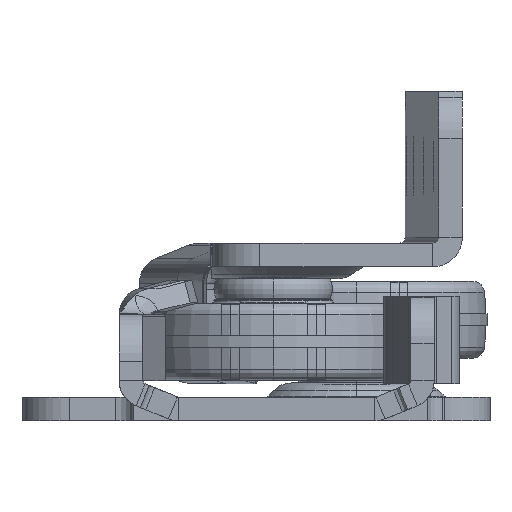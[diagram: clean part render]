
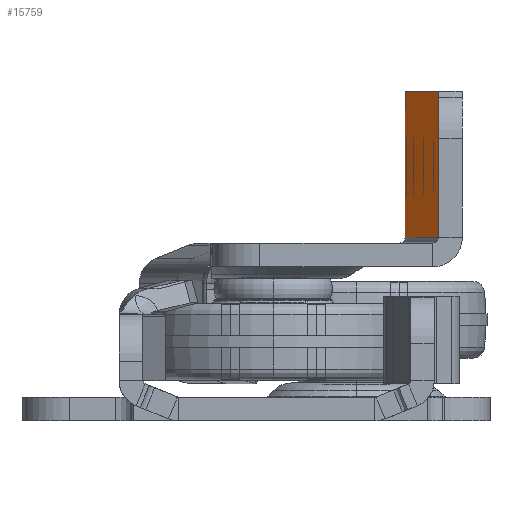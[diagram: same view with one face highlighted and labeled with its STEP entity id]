
A CAD part, left-side view. The second image highlights one B-rep face of the part: STEP entity #15759.
In plain terms, the highlighted face is planar.
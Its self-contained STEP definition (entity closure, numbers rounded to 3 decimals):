
#206 = DIRECTION ( 'NONE',  ( 1., 0., 0. ) ) ;
#224 = LINE ( 'NONE', #6983, #9092 ) ;
#426 = DIRECTION ( 'NONE',  ( -1., 0., 0. ) ) ;
#987 = EDGE_LOOP ( 'NONE', ( #15100, #15396 ) ) ;
#1149 = LINE ( 'NONE', #6511, #7437 ) ;
#1298 = ORIENTED_EDGE ( 'NONE', *, *, #4016, .F. ) ;
#1318 = EDGE_CURVE ( 'NONE', #2245, #1798, #12440, .T. ) ;
#1343 = CARTESIAN_POINT ( 'NONE',  ( 0., -6.95, 8.826 ) ) ;
#1454 = FACE_BOUND ( 'NONE', #13263, .T. ) ;
#1637 = VERTEX_POINT ( 'NONE', #12862 ) ;
#1798 = VERTEX_POINT ( 'NONE', #11009 ) ;
#1983 = ORIENTED_EDGE ( 'NONE', *, *, #10755, .F. ) ;
#2076 = CARTESIAN_POINT ( 'NONE',  ( 297.5, -6.95, 6.5 ) ) ;
#2105 = AXIS2_PLACEMENT_3D ( 'NONE', #9273, #6558, #2506 ) ;
#2245 = VERTEX_POINT ( 'NONE', #6778 ) ;
#2303 = EDGE_CURVE ( 'NONE', #10729, #6397, #11535, .T. ) ;
#2378 = LINE ( 'NONE', #9316, #12662 ) ;
#2425 = DIRECTION ( 'NONE',  ( 0., 1., 0. ) ) ;
#2493 = DIRECTION ( 'NONE',  ( 1., 0., 0. ) ) ;
#2506 = DIRECTION ( 'NONE',  ( -1., 0., 0. ) ) ;
#2747 = CIRCLE ( 'NONE', #9199, 4. ) ;
#2765 = PLANE ( 'NONE',  #2105 ) ;
#2999 = ORIENTED_EDGE ( 'NONE', *, *, #15575, .T. ) ;
#3051 = ORIENTED_EDGE ( 'NONE', *, *, #8291, .F. ) ;
#3216 = VECTOR ( 'NONE', #16287, 1000. ) ;
#3275 = CIRCLE ( 'NONE', #13104, 4. ) ;
#3608 = EDGE_CURVE ( 'NONE', #12333, #1637, #16972, .T. ) ;
#3686 = DIRECTION ( 'NONE',  ( 1., 0., 0. ) ) ;
#3849 = VERTEX_POINT ( 'NONE', #10025 ) ;
#3941 = CARTESIAN_POINT ( 'NONE',  ( 489.5, -6.95, 6.5 ) ) ;
#3974 = LINE ( 'NONE', #9329, #7999 ) ;
#4016 = EDGE_CURVE ( 'NONE', #9154, #16840, #2378, .T. ) ;
#4496 = ORIENTED_EDGE ( 'NONE', *, *, #14834, .T. ) ;
#4502 = LINE ( 'NONE', #9862, #3216 ) ;
#4728 = AXIS2_PLACEMENT_3D ( 'NONE', #10049, #15427, #9425 ) ;
#5042 = AXIS2_PLACEMENT_3D ( 'NONE', #14582, #15733, #3686 ) ;
#5184 = CARTESIAN_POINT ( 'NONE',  ( 0., -6.95, 0.5 ) ) ;
#5197 = CARTESIAN_POINT ( 'NONE',  ( 492., -6.95, 6.5 ) ) ;
#5388 = DIRECTION ( 'NONE',  ( 0., 1., 0. ) ) ;
#5421 = DIRECTION ( 'NONE',  ( 1., 0., 0. ) ) ;
#5494 = CARTESIAN_POINT ( 'NONE',  ( 108., -6.95, 6.5 ) ) ;
#5501 = ORIENTED_EDGE ( 'NONE', *, *, #6813, .F. ) ;
#5572 = DIRECTION ( 'NONE',  ( 1., 0., 0. ) ) ;
#5904 = DIRECTION ( 'NONE',  ( 0., 1., 0. ) ) ;
#5969 = CARTESIAN_POINT ( 'NONE',  ( 641.5, -6.95, 8.826 ) ) ;
#6397 = VERTEX_POINT ( 'NONE', #6827 ) ;
#6511 = CARTESIAN_POINT ( 'NONE',  ( 645.5, -6.95, 12.826 ) ) ;
#6548 = CARTESIAN_POINT ( 'NONE',  ( 2., -6.95, 12.29 ) ) ;
#6558 = DIRECTION ( 'NONE',  ( 0., -1., 0. ) ) ;
#6778 = CARTESIAN_POINT ( 'NONE',  ( 300., -6.95, 6.5 ) ) ;
#6808 = CARTESIAN_POINT ( 'NONE',  ( 617.5, -6.95, 6.5 ) ) ;
#6813 = EDGE_CURVE ( 'NONE', #7362, #10156, #15164, .T. ) ;
#6827 = CARTESIAN_POINT ( 'NONE',  ( 487., -6.95, 6.5 ) ) ;
#6983 = CARTESIAN_POINT ( 'NONE',  ( 0., -6.95, 12.826 ) ) ;
#7012 = AXIS2_PLACEMENT_3D ( 'NONE', #14625, #11966, #7931 ) ;
#7155 = VERTEX_POINT ( 'NONE', #10724 ) ;
#7329 = AXIS2_PLACEMENT_3D ( 'NONE', #3941, #17298, #5421 ) ;
#7362 = VERTEX_POINT ( 'NONE', #10097 ) ;
#7434 = DIRECTION ( 'NONE',  ( 0., 1., 0. ) ) ;
#7437 = VECTOR ( 'NONE', #10539, 1000. ) ;
#7541 = AXIS2_PLACEMENT_3D ( 'NONE', #2076, #7434, #12791 ) ;
#7764 = CARTESIAN_POINT ( 'NONE',  ( 620., -6.95, 6.5 ) ) ;
#7816 = CIRCLE ( 'NONE', #4728, 2.5 ) ;
#7819 = LINE ( 'NONE', #5184, #10520 ) ;
#7931 = DIRECTION ( 'NONE',  ( 1., 0., 0. ) ) ;
#7999 = VECTOR ( 'NONE', #10730, 1000. ) ;
#8291 = EDGE_CURVE ( 'NONE', #8851, #9154, #2747, .T. ) ;
#8836 = CARTESIAN_POINT ( 'NONE',  ( 645.5, -6.95, 8.826 ) ) ;
#8851 = VERTEX_POINT ( 'NONE', #8836 ) ;
#8862 = CARTESIAN_POINT ( 'NONE',  ( 642.572, -6.95, 12.826 ) ) ;
#8932 = EDGE_CURVE ( 'NONE', #1798, #2245, #13170, .T. ) ;
#9092 = VECTOR ( 'NONE', #5572, 1000. ) ;
#9107 = DIRECTION ( 'NONE',  ( 1., 0., 0. ) ) ;
#9154 = VERTEX_POINT ( 'NONE', #12687 ) ;
#9199 = AXIS2_PLACEMENT_3D ( 'NONE', #5969, #15466, #11317 ) ;
#9264 = EDGE_CURVE ( 'NONE', #6397, #10729, #7816, .T. ) ;
#9273 = CARTESIAN_POINT ( 'NONE',  ( 0., -6.95, -29.674 ) ) ;
#9316 = CARTESIAN_POINT ( 'NONE',  ( 643.5, -6.95, 12.29 ) ) ;
#9329 = CARTESIAN_POINT ( 'NONE',  ( 8., -6.95, 15.754 ) ) ;
#9403 = DIRECTION ( 'NONE',  ( -0.866, 0., 0.5 ) ) ;
#9425 = DIRECTION ( 'NONE',  ( 1., 0., 0. ) ) ;
#9664 = EDGE_LOOP ( 'NONE', ( #13901, #11698 ) ) ;
#9733 = CARTESIAN_POINT ( 'NONE',  ( 645.5, -6.95, 0.5 ) ) ;
#9740 = EDGE_CURVE ( 'NONE', #1637, #12333, #14878, .T. ) ;
#9862 = CARTESIAN_POINT ( 'NONE',  ( 0., -6.95, 12.826 ) ) ;
#10025 = CARTESIAN_POINT ( 'NONE',  ( 0., -6.95, 0.5 ) ) ;
#10049 = CARTESIAN_POINT ( 'NONE',  ( 489.5, -6.95, 6.5 ) ) ;
#10068 = ORIENTED_EDGE ( 'NONE', *, *, #15196, .T. ) ;
#10097 = CARTESIAN_POINT ( 'NONE',  ( 615., -6.95, 6.5 ) ) ;
#10156 = VERTEX_POINT ( 'NONE', #7764 ) ;
#10274 = EDGE_CURVE ( 'NONE', #10156, #7362, #16015, .T. ) ;
#10508 = CARTESIAN_POINT ( 'NONE',  ( 297.5, -6.95, 6.5 ) ) ;
#10520 = VECTOR ( 'NONE', #14599, 1000. ) ;
#10539 = DIRECTION ( 'NONE',  ( 0., 0., -1. ) ) ;
#10724 = CARTESIAN_POINT ( 'NONE',  ( 2.928, -6.95, 12.826 ) ) ;
#10729 = VERTEX_POINT ( 'NONE', #5197 ) ;
#10730 = DIRECTION ( 'NONE',  ( -0.866, 0., -0.5 ) ) ;
#10755 = EDGE_CURVE ( 'NONE', #7155, #12743, #3974, .T. ) ;
#10912 = ORIENTED_EDGE ( 'NONE', *, *, #10274, .F. ) ;
#10968 = CARTESIAN_POINT ( 'NONE',  ( 4., -6.95, 8.826 ) ) ;
#11009 = CARTESIAN_POINT ( 'NONE',  ( 295., -6.95, 6.5 ) ) ;
#11038 = AXIS2_PLACEMENT_3D ( 'NONE', #10508, #2425, #9107 ) ;
#11226 = AXIS2_PLACEMENT_3D ( 'NONE', #6808, #5388, #2493 ) ;
#11317 = DIRECTION ( 'NONE',  ( 1., 0., 0. ) ) ;
#11535 = CIRCLE ( 'NONE', #7329, 2.5 ) ;
#11698 = ORIENTED_EDGE ( 'NONE', *, *, #8932, .F. ) ;
#11966 = DIRECTION ( 'NONE',  ( 0., 1., 0. ) ) ;
#12086 = EDGE_CURVE ( 'NONE', #12743, #15140, #3275, .T. ) ;
#12102 = EDGE_LOOP ( 'NONE', ( #10912, #5501 ) ) ;
#12255 = FACE_OUTER_BOUND ( 'NONE', #14013, .T. ) ;
#12333 = VERTEX_POINT ( 'NONE', #5494 ) ;
#12440 = CIRCLE ( 'NONE', #11038, 2.5 ) ;
#12630 = DIRECTION ( 'NONE',  ( 0., -1., 0. ) ) ;
#12662 = VECTOR ( 'NONE', #9403, 1000. ) ;
#12687 = CARTESIAN_POINT ( 'NONE',  ( 643.5, -6.95, 12.29 ) ) ;
#12743 = VERTEX_POINT ( 'NONE', #6548 ) ;
#12791 = DIRECTION ( 'NONE',  ( 1., 0., 0. ) ) ;
#12862 = CARTESIAN_POINT ( 'NONE',  ( 103., -6.95, 6.5 ) ) ;
#13104 = AXIS2_PLACEMENT_3D ( 'NONE', #10968, #12630, #426 ) ;
#13170 = CIRCLE ( 'NONE', #7541, 2.5 ) ;
#13263 = EDGE_LOOP ( 'NONE', ( #17123, #17056 ) ) ;
#13319 = FACE_BOUND ( 'NONE', #9664, .T. ) ;
#13647 = CARTESIAN_POINT ( 'NONE',  ( 105.5, -6.95, 6.5 ) ) ;
#13888 = AXIS2_PLACEMENT_3D ( 'NONE', #13647, #5904, #206 ) ;
#13901 = ORIENTED_EDGE ( 'NONE', *, *, #1318, .F. ) ;
#14013 = EDGE_LOOP ( 'NONE', ( #16861, #10068, #16686, #1983, #4496, #1298, #3051, #2999 ) ) ;
#14338 = VERTEX_POINT ( 'NONE', #9733 ) ;
#14582 = CARTESIAN_POINT ( 'NONE',  ( 105.5, -6.95, 6.5 ) ) ;
#14599 = DIRECTION ( 'NONE',  ( 1., 0., 0. ) ) ;
#14625 = CARTESIAN_POINT ( 'NONE',  ( 617.5, -6.95, 6.5 ) ) ;
#14834 = EDGE_CURVE ( 'NONE', #7155, #16840, #224, .T. ) ;
#14878 = CIRCLE ( 'NONE', #5042, 2.5 ) ;
#15100 = ORIENTED_EDGE ( 'NONE', *, *, #3608, .F. ) ;
#15140 = VERTEX_POINT ( 'NONE', #1343 ) ;
#15164 = CIRCLE ( 'NONE', #7012, 2.5 ) ;
#15196 = EDGE_CURVE ( 'NONE', #3849, #15140, #4502, .T. ) ;
#15396 = ORIENTED_EDGE ( 'NONE', *, *, #9740, .F. ) ;
#15427 = DIRECTION ( 'NONE',  ( 0., 1., 0. ) ) ;
#15466 = DIRECTION ( 'NONE',  ( 0., -1., 0. ) ) ;
#15557 = EDGE_CURVE ( 'NONE', #3849, #14338, #7819, .T. ) ;
#15575 = EDGE_CURVE ( 'NONE', #8851, #14338, #1149, .T. ) ;
#15733 = DIRECTION ( 'NONE',  ( 0., 1., 0. ) ) ;
#15759 = ADVANCED_FACE ( 'NONE', ( #12255, #17281, #1454, #13319, #16060 ), #2765, .F. ) ;
#16015 = CIRCLE ( 'NONE', #11226, 2.5 ) ;
#16060 = FACE_BOUND ( 'NONE', #987, .T. ) ;
#16287 = DIRECTION ( 'NONE',  ( 0., 0., 1. ) ) ;
#16686 = ORIENTED_EDGE ( 'NONE', *, *, #12086, .F. ) ;
#16840 = VERTEX_POINT ( 'NONE', #8862 ) ;
#16861 = ORIENTED_EDGE ( 'NONE', *, *, #15557, .F. ) ;
#16972 = CIRCLE ( 'NONE', #13888, 2.5 ) ;
#17056 = ORIENTED_EDGE ( 'NONE', *, *, #9264, .F. ) ;
#17123 = ORIENTED_EDGE ( 'NONE', *, *, #2303, .F. ) ;
#17281 = FACE_BOUND ( 'NONE', #12102, .T. ) ;
#17298 = DIRECTION ( 'NONE',  ( 0., 1., 0. ) ) ;
